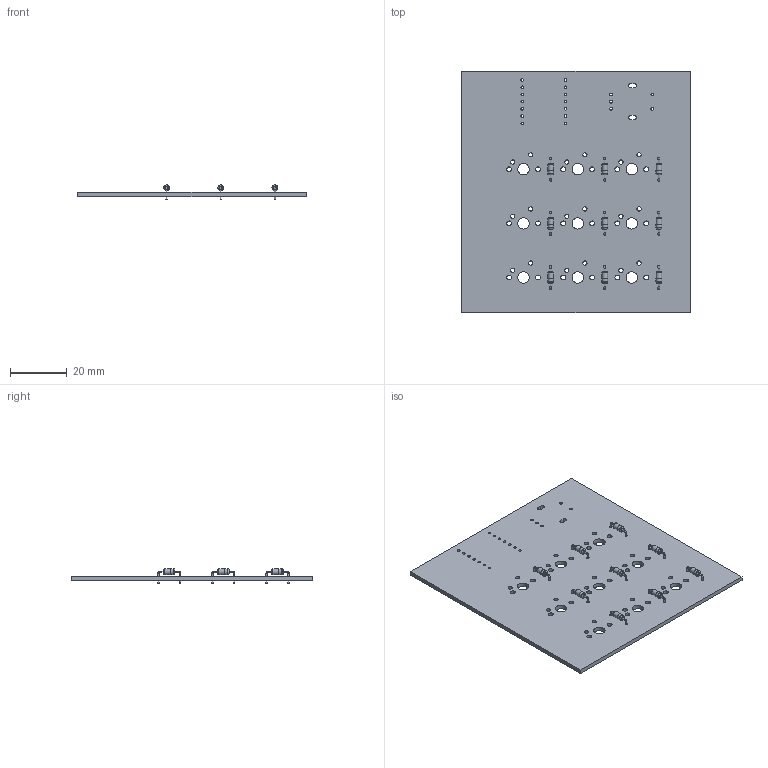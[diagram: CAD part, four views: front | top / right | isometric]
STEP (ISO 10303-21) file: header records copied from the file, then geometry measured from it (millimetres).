
FILE_DESCRIPTION(/* description */ ('KiCad electronic assembly'),/* implementation_level */ '2;1');
FILE_NAME(/* name */ 'TAC-Yantra v1.step',/* time_stamp */ '2025-06-23T23:46:14-05:00',/* author */ (''),/* organization */ (''),/* preprocessor_version */ 'ST-DEVELOPER v20.1',/* originating_system */ 'Autodesk Translation Framework v14.10.0.0',/* authorisation */ '');
FILE_SCHEMA (('AUTOMOTIVE_DESIGN { 1 0 10303 214 3 1 1 }'));
Length unit declared in the file: millimetre
Products named in the file (3): TAC-Yantra 1; TAC-Yantra_PCB; D_DO-35_SOD27_P7.62mm_Horizontal
Assembly tree (10 placements, depth 2):
  TAC-Yantra 1
    D_DO-35_SOD27_P7.62mm_Horizontal  x9
    TAC-Yantra_PCB
Bounding box: 80.4 x 84.9 x 5.01 mm (x, y, z)
Volume: 10119.7 mm3; surface area: 14820.6 mm2
Topology: 19 solids, 19 shells, 240 faces, 534 edges, 350 vertices
Faces by surface type: cylinder 140, plane 64, torus 36
Full cylindrical faces by diameter (mm): 0.5 x27, 0.8 x18, 0.889 x14, 1 x5, 1.5 x18, 1.7 x18, 2 x18, 2.02 x9, 4 x9
Entity records: 4220 total; most frequent: DIRECTION 754, CARTESIAN_POINT 641, ORIENTED_EDGE 620, AXIS2_PLACEMENT_3D 319, EDGE_CURVE 310, EDGE_LOOP 282, VERTEX_POINT 206, CIRCLE 194
